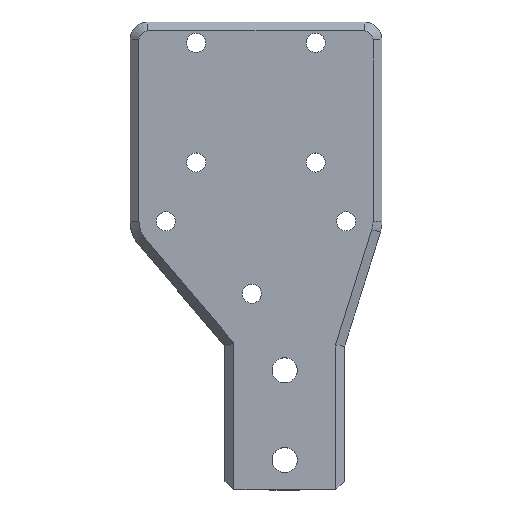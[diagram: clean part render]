
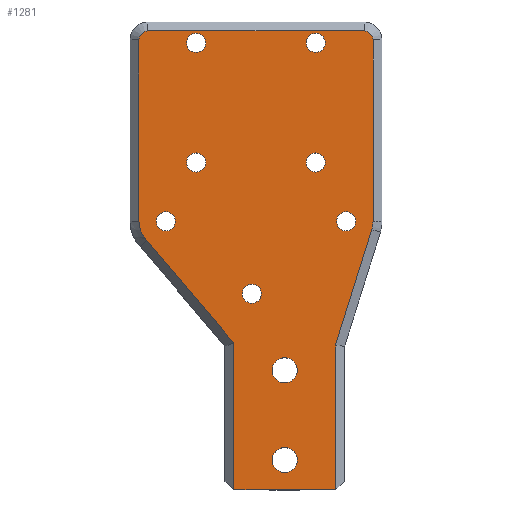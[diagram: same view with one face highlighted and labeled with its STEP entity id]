
A CAD part, top view. The second image highlights one B-rep face of the part: STEP entity #1281.
In plain terms, the highlighted planar face has unit normal (0, 0, 1).
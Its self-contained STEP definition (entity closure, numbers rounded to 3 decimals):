
#63=FACE_BOUND('',#229,.T.);
#64=FACE_BOUND('',#230,.T.);
#65=FACE_BOUND('',#231,.T.);
#66=FACE_BOUND('',#232,.T.);
#67=FACE_BOUND('',#233,.T.);
#68=FACE_BOUND('',#234,.T.);
#69=FACE_BOUND('',#235,.T.);
#70=FACE_BOUND('',#236,.T.);
#71=FACE_BOUND('',#237,.T.);
#105=PLANE('',#1383);
#156=FACE_OUTER_BOUND('',#228,.T.);
#228=EDGE_LOOP('',(#990,#991,#992,#993,#994,#995,#996,#997,#998,#999,#1000,
#1001));
#229=EDGE_LOOP('',(#1002));
#230=EDGE_LOOP('',(#1003));
#231=EDGE_LOOP('',(#1004));
#232=EDGE_LOOP('',(#1005));
#233=EDGE_LOOP('',(#1006));
#234=EDGE_LOOP('',(#1007));
#235=EDGE_LOOP('',(#1008));
#236=EDGE_LOOP('',(#1009));
#237=EDGE_LOOP('',(#1010));
#340=LINE('',#1926,#467);
#343=LINE('',#1937,#470);
#345=LINE('',#1941,#472);
#347=LINE('',#1949,#474);
#350=LINE('',#1960,#477);
#354=LINE('',#1972,#481);
#356=LINE('',#1979,#483);
#358=LINE('',#1982,#485);
#467=VECTOR('',#1542,10.);
#470=VECTOR('',#1555,10.);
#472=VECTOR('',#1559,10.);
#474=VECTOR('',#1563,10.);
#477=VECTOR('',#1574,10.);
#481=VECTOR('',#1586,10.);
#483=VECTOR('',#1596,10.);
#485=VECTOR('',#1600,10.);
#555=CIRCLE('',#1366,4.5);
#557=CIRCLE('',#1372,1.5);
#560=CIRCLE('',#1377,1.5);
#561=CIRCLE('',#1380,4.5);
#563=CIRCLE('',#1384,2.1);
#564=CIRCLE('',#1385,1.6);
#565=CIRCLE('',#1386,1.6);
#566=CIRCLE('',#1387,1.6);
#567=CIRCLE('',#1388,1.6);
#568=CIRCLE('',#1389,1.6);
#569=CIRCLE('',#1390,2.1);
#570=CIRCLE('',#1391,1.6);
#571=CIRCLE('',#1392,1.6);
#633=VERTEX_POINT('',#1923);
#634=VERTEX_POINT('',#1925);
#635=VERTEX_POINT('',#1929);
#636=VERTEX_POINT('',#1934);
#637=VERTEX_POINT('',#1936);
#638=VERTEX_POINT('',#1940);
#639=VERTEX_POINT('',#1947);
#641=VERTEX_POINT('',#1952);
#643=VERTEX_POINT('',#1958);
#645=VERTEX_POINT('',#1965);
#647=VERTEX_POINT('',#1970);
#648=VERTEX_POINT('',#1978);
#649=VERTEX_POINT('',#1983);
#650=VERTEX_POINT('',#1985);
#651=VERTEX_POINT('',#1987);
#652=VERTEX_POINT('',#1989);
#653=VERTEX_POINT('',#1991);
#654=VERTEX_POINT('',#1993);
#655=VERTEX_POINT('',#1995);
#656=VERTEX_POINT('',#1997);
#657=VERTEX_POINT('',#1999);
#755=EDGE_CURVE('',#633,#634,#340,.T.);
#758=EDGE_CURVE('',#635,#633,#555,.T.);
#761=EDGE_CURVE('',#636,#637,#343,.T.);
#763=EDGE_CURVE('',#637,#638,#345,.T.);
#766=EDGE_CURVE('',#639,#635,#347,.T.);
#768=EDGE_CURVE('',#641,#639,#557,.T.);
#771=EDGE_CURVE('',#643,#641,#350,.T.);
#775=EDGE_CURVE('',#645,#643,#560,.T.);
#777=EDGE_CURVE('',#647,#645,#354,.T.);
#779=EDGE_CURVE('',#638,#647,#561,.T.);
#781=EDGE_CURVE('',#634,#648,#356,.T.);
#783=EDGE_CURVE('',#636,#648,#358,.T.);
#784=EDGE_CURVE('',#649,#649,#563,.T.);
#785=EDGE_CURVE('',#650,#650,#564,.T.);
#786=EDGE_CURVE('',#651,#651,#565,.T.);
#787=EDGE_CURVE('',#652,#652,#566,.T.);
#788=EDGE_CURVE('',#653,#653,#567,.T.);
#789=EDGE_CURVE('',#654,#654,#568,.T.);
#790=EDGE_CURVE('',#655,#655,#569,.T.);
#791=EDGE_CURVE('',#656,#656,#570,.T.);
#792=EDGE_CURVE('',#657,#657,#571,.T.);
#990=ORIENTED_EDGE('',*,*,#781,.F.);
#991=ORIENTED_EDGE('',*,*,#755,.F.);
#992=ORIENTED_EDGE('',*,*,#758,.F.);
#993=ORIENTED_EDGE('',*,*,#766,.F.);
#994=ORIENTED_EDGE('',*,*,#768,.F.);
#995=ORIENTED_EDGE('',*,*,#771,.F.);
#996=ORIENTED_EDGE('',*,*,#775,.F.);
#997=ORIENTED_EDGE('',*,*,#777,.F.);
#998=ORIENTED_EDGE('',*,*,#779,.F.);
#999=ORIENTED_EDGE('',*,*,#763,.F.);
#1000=ORIENTED_EDGE('',*,*,#761,.F.);
#1001=ORIENTED_EDGE('',*,*,#783,.T.);
#1002=ORIENTED_EDGE('',*,*,#784,.F.);
#1003=ORIENTED_EDGE('',*,*,#785,.T.);
#1004=ORIENTED_EDGE('',*,*,#786,.T.);
#1005=ORIENTED_EDGE('',*,*,#787,.T.);
#1006=ORIENTED_EDGE('',*,*,#788,.T.);
#1007=ORIENTED_EDGE('',*,*,#789,.F.);
#1008=ORIENTED_EDGE('',*,*,#790,.F.);
#1009=ORIENTED_EDGE('',*,*,#791,.F.);
#1010=ORIENTED_EDGE('',*,*,#792,.T.);
#1281=ADVANCED_FACE('',(#156,#63,#64,#65,#66,#67,#68,#69,#70,#71),#105,
 .T.);
#1366=AXIS2_PLACEMENT_3D('',#1931,#1548,#1549);
#1372=AXIS2_PLACEMENT_3D('',#1954,#1567,#1568);
#1377=AXIS2_PLACEMENT_3D('',#1967,#1581,#1582);
#1380=AXIS2_PLACEMENT_3D('',#1975,#1590,#1591);
#1383=AXIS2_PLACEMENT_3D('',#1981,#1598,#1599);
#1384=AXIS2_PLACEMENT_3D('',#1984,#1601,#1602);
#1385=AXIS2_PLACEMENT_3D('',#1986,#1603,#1604);
#1386=AXIS2_PLACEMENT_3D('',#1988,#1605,#1606);
#1387=AXIS2_PLACEMENT_3D('',#1990,#1607,#1608);
#1388=AXIS2_PLACEMENT_3D('',#1992,#1609,#1610);
#1389=AXIS2_PLACEMENT_3D('',#1994,#1611,#1612);
#1390=AXIS2_PLACEMENT_3D('',#1996,#1613,#1614);
#1391=AXIS2_PLACEMENT_3D('',#1998,#1615,#1616);
#1392=AXIS2_PLACEMENT_3D('',#2000,#1617,#1618);
#1542=DIRECTION('',(-0.299,-0.954,0.));
#1548=DIRECTION('center_axis',(0.,0.,-1.));
#1549=DIRECTION('ref_axis',(0.954,-0.299,0.));
#1555=DIRECTION('',(0.,1.,0.));
#1559=DIRECTION('',(-0.647,0.763,0.));
#1563=DIRECTION('',(0.,-1.,0.));
#1567=DIRECTION('center_axis',(0.,0.,-1.));
#1568=DIRECTION('ref_axis',(0.707,0.707,0.));
#1574=DIRECTION('',(1.,0.,0.));
#1581=DIRECTION('center_axis',(0.,0.,-1.));
#1582=DIRECTION('ref_axis',(-0.707,0.707,0.));
#1586=DIRECTION('',(0.,1.,0.));
#1590=DIRECTION('center_axis',(0.,0.,-1.));
#1591=DIRECTION('ref_axis',(-1.,0.,0.));
#1596=DIRECTION('',(0.,-1.,0.));
#1598=DIRECTION('center_axis',(0.,0.,1.));
#1599=DIRECTION('ref_axis',(1.,0.,0.));
#1600=DIRECTION('',(1.,0.,0.));
#1601=DIRECTION('center_axis',(0.,0.,1.));
#1602=DIRECTION('ref_axis',(-1.,0.,0.));
#1603=DIRECTION('center_axis',(0.,0.,-1.));
#1604=DIRECTION('ref_axis',(-1.,0.,0.));
#1605=DIRECTION('center_axis',(0.,0.,-1.));
#1606=DIRECTION('ref_axis',(-1.,0.,0.));
#1607=DIRECTION('center_axis',(0.,0.,-1.));
#1608=DIRECTION('ref_axis',(-1.,0.,0.));
#1609=DIRECTION('center_axis',(0.,0.,-1.));
#1610=DIRECTION('ref_axis',(-1.,0.,0.));
#1611=DIRECTION('center_axis',(0.,0.,1.));
#1612=DIRECTION('ref_axis',(-1.,0.,0.));
#1613=DIRECTION('center_axis',(0.,0.,1.));
#1614=DIRECTION('ref_axis',(1.,0.,0.));
#1615=DIRECTION('center_axis',(0.,0.,1.));
#1616=DIRECTION('ref_axis',(-1.,0.,0.));
#1617=DIRECTION('center_axis',(0.,0.,-1.));
#1618=DIRECTION('ref_axis',(-1.,0.,0.));
#1923=CARTESIAN_POINT('',(22.497,9.61,0.));
#1925=CARTESIAN_POINT('',(16.44,-9.726,0.));
#1926=CARTESIAN_POINT('',(15.491,-12.754,0.));
#1929=CARTESIAN_POINT('',(22.702,10.902,0.));
#1931=CARTESIAN_POINT('Origin',(18.202,10.955,0.));
#1934=CARTESIAN_POINT('',(-0.56,-33.955,0.));
#1936=CARTESIAN_POINT('',(-0.56,-9.405,0.));
#1937=CARTESIAN_POINT('',(-0.56,-11.955,0.));
#1940=CARTESIAN_POINT('',(-15.122,7.773,0.));
#1941=CARTESIAN_POINT('',(-4.923,-4.258,0.));
#1947=CARTESIAN_POINT('',(22.702,41.295,0.));
#1949=CARTESIAN_POINT('',(22.702,-14.374,0.));
#1952=CARTESIAN_POINT('',(21.202,42.795,0.));
#1954=CARTESIAN_POINT('Origin',(21.202,41.295,0.));
#1958=CARTESIAN_POINT('',(-14.94,42.795,0.));
#1960=CARTESIAN_POINT('',(-4.185,42.795,0.));
#1965=CARTESIAN_POINT('',(-16.44,41.295,0.));
#1967=CARTESIAN_POINT('Origin',(-14.94,41.295,0.));
#1970=CARTESIAN_POINT('',(-16.44,10.955,0.));
#1972=CARTESIAN_POINT('',(-16.44,12.305,0.));
#1975=CARTESIAN_POINT('Origin',(-11.94,10.955,0.));
#1978=CARTESIAN_POINT('',(16.44,-33.955,0.));
#1979=CARTESIAN_POINT('',(16.44,-23.955,0.));
#1981=CARTESIAN_POINT('Origin',(7.94,-13.955,0.));
#1982=CARTESIAN_POINT('',(1.89,-33.955,0.));
#1983=CARTESIAN_POINT('',(10.04,-13.955,0.));
#1984=CARTESIAN_POINT('Origin',(7.94,-13.955,0.));
#1985=CARTESIAN_POINT('',(14.716,40.795,0.));
#1986=CARTESIAN_POINT('Origin',(13.116,40.795,0.));
#1987=CARTESIAN_POINT('',(14.716,20.795,0.));
#1988=CARTESIAN_POINT('Origin',(13.116,20.795,0.));
#1989=CARTESIAN_POINT('',(-5.284,20.795,0.));
#1990=CARTESIAN_POINT('Origin',(-6.884,20.795,0.));
#1991=CARTESIAN_POINT('',(-5.284,40.795,0.));
#1992=CARTESIAN_POINT('Origin',(-6.884,40.795,0.));
#1993=CARTESIAN_POINT('',(19.802,10.955,0.));
#1994=CARTESIAN_POINT('Origin',(18.202,10.955,0.));
#1995=CARTESIAN_POINT('',(5.84,-28.955,0.));
#1996=CARTESIAN_POINT('Origin',(7.94,-28.955,0.));
#1997=CARTESIAN_POINT('',(4.04,-1.145,0.));
#1998=CARTESIAN_POINT('Origin',(2.44,-1.145,0.));
#1999=CARTESIAN_POINT('',(-10.34,10.955,0.));
#2000=CARTESIAN_POINT('Origin',(-11.94,10.955,0.));
